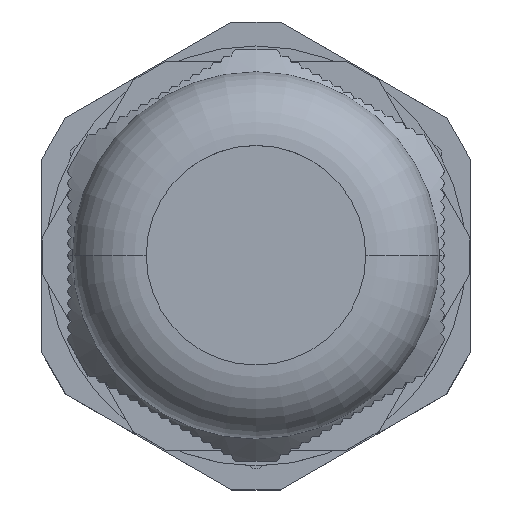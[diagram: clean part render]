
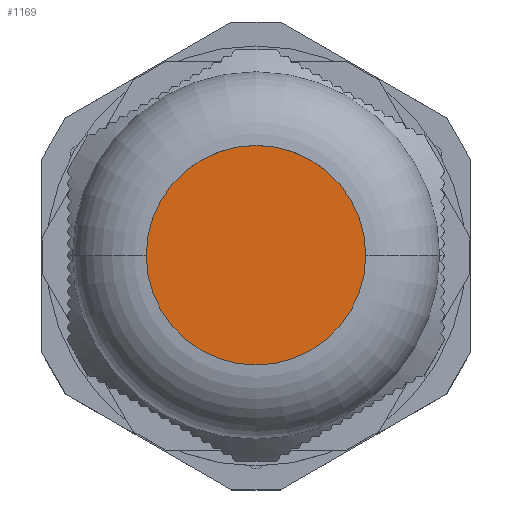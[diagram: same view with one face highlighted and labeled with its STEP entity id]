
A CAD part, top view. The second image highlights one B-rep face of the part: STEP entity #1169.
In plain terms, the highlighted planar face has unit normal (0, 0, 1).
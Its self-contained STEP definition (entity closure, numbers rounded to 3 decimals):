
#1169 = ADVANCED_FACE ( 'NONE', ( #13948 ), #18593, .T. ) ;
#1527 = VERTEX_POINT ( 'NONE', #19238 ) ;
#1528 = VERTEX_POINT ( 'NONE', #19240 ) ;
#4892 = EDGE_CURVE ( 'NONE', #1527, #1528, #20636, .T. ) ;
#4898 = EDGE_CURVE ( 'NONE', #1528, #1527, #20644, .T. ) ;
#13948 = FACE_OUTER_BOUND ( 'NONE', #18604, .T. ) ;
#15736 = AXIS2_PLACEMENT_3D ( 'NONE', #18584, #18600, #18601 ) ;
#15823 = AXIS2_PLACEMENT_3D ( 'NONE', #23866, #23868, #23869 ) ;
#15825 = AXIS2_PLACEMENT_3D ( 'NONE', #23882, #23884, #23885 ) ;
#18584 = CARTESIAN_POINT ( 'NONE',  ( 0., 0., 39.7 ) ) ;
#18593 = PLANE ( 'NONE',  #15736 ) ;
#18600 = DIRECTION ( 'NONE',  ( 0., 0., 1. ) ) ;
#18601 = DIRECTION ( 'NONE',  ( 1., 0., 0. ) ) ;
#18604 = EDGE_LOOP ( 'NONE', ( #26424, #26394 ) ) ;
#19238 = CARTESIAN_POINT ( 'NONE',  ( 9.4, 0., 39.7 ) ) ;
#19240 = CARTESIAN_POINT ( 'NONE',  ( -9.4, 0., 39.7 ) ) ;
#20636 = CIRCLE ( 'NONE', #15823, 9.4 ) ;
#20644 = CIRCLE ( 'NONE', #15825, 9.4 ) ;
#23866 = CARTESIAN_POINT ( 'NONE',  ( 0., 0., 39.7 ) ) ;
#23868 = DIRECTION ( 'NONE',  ( 0., 0., 1. ) ) ;
#23869 = DIRECTION ( 'NONE',  ( 1., 0., 0. ) ) ;
#23882 = CARTESIAN_POINT ( 'NONE',  ( 0., 0., 39.7 ) ) ;
#23884 = DIRECTION ( 'NONE',  ( 0., 0., 1. ) ) ;
#23885 = DIRECTION ( 'NONE',  ( 1., 0., 0. ) ) ;
#26394 = ORIENTED_EDGE ( 'NONE', *, *, #4892, .T. ) ;
#26424 = ORIENTED_EDGE ( 'NONE', *, *, #4898, .T. ) ;
